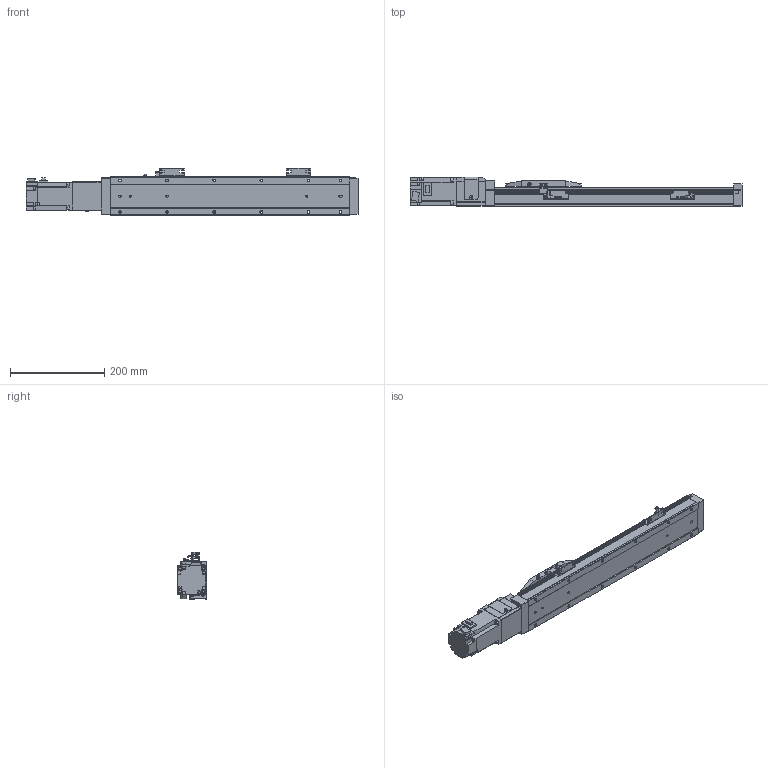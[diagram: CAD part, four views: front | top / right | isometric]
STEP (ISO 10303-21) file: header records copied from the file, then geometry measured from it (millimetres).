
FILE_DESCRIPTION (( 'STEP AP214' ), '1' );
FILE_NAME ('MLU80BC-14XLD-0300-XXXX.STEP', '2025-02-25T19:15:06', ( '' ), ( '' ), 'SwSTEP 2.0', 'SolidWorks 2022', '' );
FILE_SCHEMA (( 'AUTOMOTIVE_DESIGN' ));
Length unit declared in the file: millimetre
Products named in the file (12): MLU80BC-14XLD-0300-XXXX(2); MLU80-300MOTOR; MLU80-300-2; MLU80BC-14XLD-0300-XXXX; MLU80-300FANGTOOTH; MLU80-300SENSORPLATE; MLU80-300-4; MLU80-300-3; GLTH8-50-BC_slider2; MLU80-300SENSOR; MLU80-300CARRIAGE; MLU80-300-1
Assembly tree (13 placements, depth 3):
  MLU80BC-14XLD-0300-XXXX
    MLU80BC-14XLD-0300-XXXX(2)
      MLU80-300-1
      MLU80-300-2
      MLU80-300-3
      MLU80-300MOTOR
      MLU80-300-4
      MLU80-300FANGTOOTH
      MLU80-300CARRIAGE
      GLTH8-50-BC_slider2
      MLU80-300SENSORPLATE  x2
      MLU80-300SENSOR  x2
Bounding box: 704.3 x 62.5 x 101 mm (x, y, z)
Volume: 2317421.3 mm3; surface area: 289651.5 mm2
Topology: 12 solids, 12 shells, 1065 faces, 2696 edges, 1766 vertices
Faces by surface type: plane 602, cylinder 369, cone 56, torus 38
Entity records: 28644 total; most frequent: CARTESIAN_POINT 5203, DIRECTION 4896, ORIENTED_EDGE 4672, EDGE_CURVE 2336, AXIS2_PLACEMENT_3D 1663, LINE 1570, VECTOR 1570, VERTEX_POINT 1530
